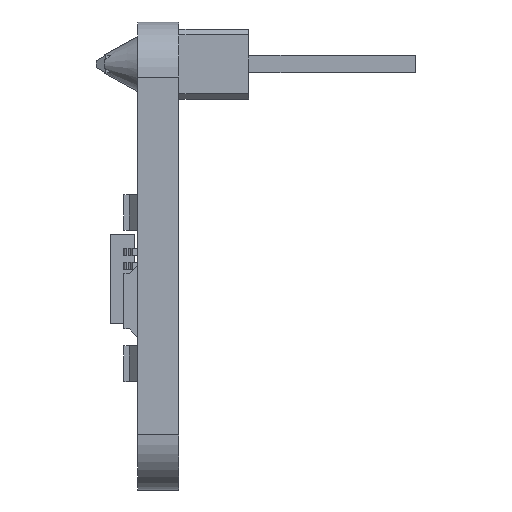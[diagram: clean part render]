
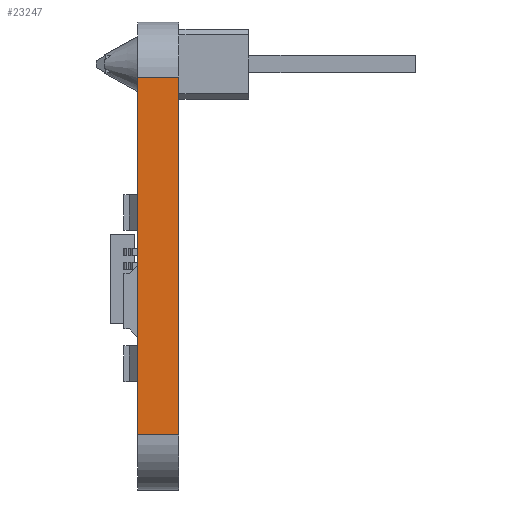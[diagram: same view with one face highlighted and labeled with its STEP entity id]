
A CAD part, left-side view. The second image highlights one B-rep face of the part: STEP entity #23247.
In plain terms, the highlighted planar face has unit normal (-1, 0, 0).
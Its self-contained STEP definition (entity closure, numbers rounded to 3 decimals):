
#28 = DIRECTION ( 'NONE',  ( 0., 0., 1. ) ) ;
#908 = CARTESIAN_POINT ( 'NONE',  ( -14., 0., 8.5 ) ) ;
#964 = ORIENTED_EDGE ( 'NONE', *, *, #16680, .T. ) ;
#1755 = FACE_OUTER_BOUND ( 'NONE', #15218, .T. ) ;
#2081 = VECTOR ( 'NONE', #18490, 1000. ) ;
#5512 = ORIENTED_EDGE ( 'NONE', *, *, #7039, .F. ) ;
#5519 = VERTEX_POINT ( 'NONE', #13157 ) ;
#5892 = CARTESIAN_POINT ( 'NONE',  ( -14., 0., 6.5 ) ) ;
#6685 = VERTEX_POINT ( 'NONE', #21443 ) ;
#7039 = EDGE_CURVE ( 'NONE', #5519, #21516, #22683, .T. ) ;
#8925 = CARTESIAN_POINT ( 'NONE',  ( -14., -1.5, 8.5 ) ) ;
#9149 = PLANE ( 'NONE',  #9705 ) ;
#9705 = AXIS2_PLACEMENT_3D ( 'NONE', #8925, #16173, #28 ) ;
#9819 = ORIENTED_EDGE ( 'NONE', *, *, #12712, .T. ) ;
#11818 = CARTESIAN_POINT ( 'NONE',  ( -14., -1.5, -6.5 ) ) ;
#12709 = CARTESIAN_POINT ( 'NONE',  ( -14., -1.5, -6.5 ) ) ;
#12712 = EDGE_CURVE ( 'NONE', #5519, #22268, #22706, .T. ) ;
#13157 = CARTESIAN_POINT ( 'NONE',  ( -14., 0., -6.5 ) ) ;
#13665 = VECTOR ( 'NONE', #22714, 1000. ) ;
#14202 = EDGE_CURVE ( 'NONE', #6685, #21516, #21603, .T. ) ;
#14235 = CARTESIAN_POINT ( 'NONE',  ( -14., -1.5, 8.5 ) ) ;
#14398 = ORIENTED_EDGE ( 'NONE', *, *, #14202, .T. ) ;
#15218 = EDGE_LOOP ( 'NONE', ( #964, #14398, #5512, #9819 ) ) ;
#15604 = VECTOR ( 'NONE', #18116, 1000. ) ;
#16173 = DIRECTION ( 'NONE',  ( -1., 0., 0. ) ) ;
#16680 = EDGE_CURVE ( 'NONE', #22268, #6685, #20391, .T. ) ;
#18116 = DIRECTION ( 'NONE',  ( 0., 0., 1. ) ) ;
#18490 = DIRECTION ( 'NONE',  ( 0., 1., 0. ) ) ;
#18814 = DIRECTION ( 'NONE',  ( 0., 0., 1. ) ) ;
#20182 = VECTOR ( 'NONE', #18814, 1000. ) ;
#20246 = CARTESIAN_POINT ( 'NONE',  ( -14., -1.5, 6.5 ) ) ;
#20391 = LINE ( 'NONE', #14235, #15604 ) ;
#21443 = CARTESIAN_POINT ( 'NONE',  ( -14., -1.5, 6.5 ) ) ;
#21516 = VERTEX_POINT ( 'NONE', #5892 ) ;
#21603 = LINE ( 'NONE', #20246, #2081 ) ;
#22268 = VERTEX_POINT ( 'NONE', #12709 ) ;
#22683 = LINE ( 'NONE', #908, #20182 ) ;
#22706 = LINE ( 'NONE', #11818, #13665 ) ;
#22714 = DIRECTION ( 'NONE',  ( 0., -1., 0. ) ) ;
#23247 = ADVANCED_FACE ( 'NONE', ( #1755 ), #9149, .T. ) ;
